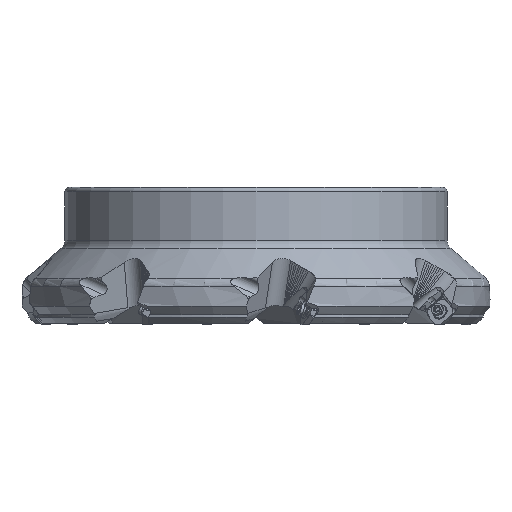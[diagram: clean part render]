
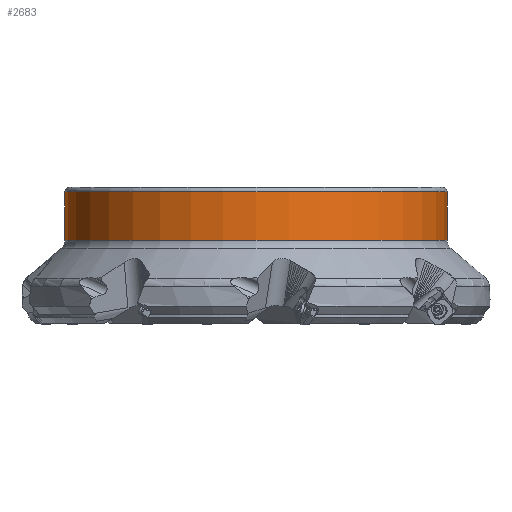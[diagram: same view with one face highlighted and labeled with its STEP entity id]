
A CAD part, front view. The second image highlights one B-rep face of the part: STEP entity #2683.
In plain terms, the highlighted cylindrical face has radius 87.5 mm (diameter 175 mm), a partial arc.
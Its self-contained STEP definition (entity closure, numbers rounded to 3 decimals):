
#462=CYLINDRICAL_SURFACE('',#26050,87.5);
#1402=FACE_OUTER_BOUND('',#5616,.T.);
#2683=ADVANCED_FACE('',(#1402),#462,.T.);
#5616=EDGE_LOOP('',(#12015,#12016,#12017,#12018));
#7008=LINE('',#41851,#8490);
#7009=LINE('',#41855,#8491);
#8490=VECTOR('',#30174,1.);
#8491=VECTOR('',#30177,1.);
#12015=ORIENTED_EDGE('',*,*,#20754,.T.);
#12016=ORIENTED_EDGE('',*,*,#20755,.F.);
#12017=ORIENTED_EDGE('',*,*,#20756,.T.);
#12018=ORIENTED_EDGE('',*,*,#20757,.F.);
#17940=VERTEX_POINT('',#41844);
#17941=VERTEX_POINT('',#41845);
#17942=VERTEX_POINT('',#41852);
#17943=VERTEX_POINT('',#41854);
#20754=EDGE_CURVE('',#17941,#17940,#23456,.T.);
#20755=EDGE_CURVE('',#17942,#17940,#7008,.T.);
#20756=EDGE_CURVE('',#17942,#17943,#23457,.T.);
#20757=EDGE_CURVE('',#17941,#17943,#7009,.T.);
#23456=CIRCLE('',#26047,87.5);
#23457=CIRCLE('',#26049,87.5);
#26047=AXIS2_PLACEMENT_3D('',#41849,#30170,#30171);
#26049=AXIS2_PLACEMENT_3D('',#41853,#30175,#30176);
#26050=AXIS2_PLACEMENT_3D('',#41856,#30178,#30179);
#30170=DIRECTION('',(0.,0.,-1.));
#30171=DIRECTION('',(1.,0.,0.));
#30174=DIRECTION('',(0.,0.,1.));
#30175=DIRECTION('',(0.,0.,1.));
#30176=DIRECTION('',(-1.,0.,0.));
#30177=DIRECTION('',(0.,0.,-1.));
#30178=DIRECTION('',(0.,0.,-1.));
#30179=DIRECTION('',(1.,0.,0.));
#41844=CARTESIAN_POINT('',(-87.5,0.,-2.));
#41845=CARTESIAN_POINT('',(87.5,0.,-2.));
#41849=CARTESIAN_POINT('',(0.,0.,-2.));
#41851=CARTESIAN_POINT('',(-87.5,0.,-24.252));
#41852=CARTESIAN_POINT('',(-87.5,0.,-24.252));
#41853=CARTESIAN_POINT('',(0.,0.,-24.252));
#41854=CARTESIAN_POINT('',(87.5,0.,-24.252));
#41855=CARTESIAN_POINT('',(87.5,0.,-2.));
#41856=CARTESIAN_POINT('',(0.,0.,-1.555));
